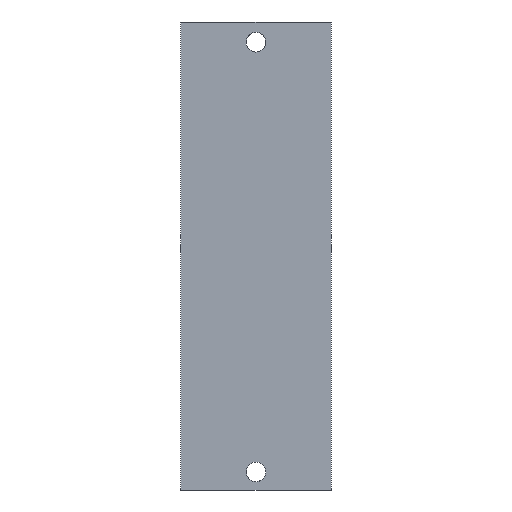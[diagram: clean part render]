
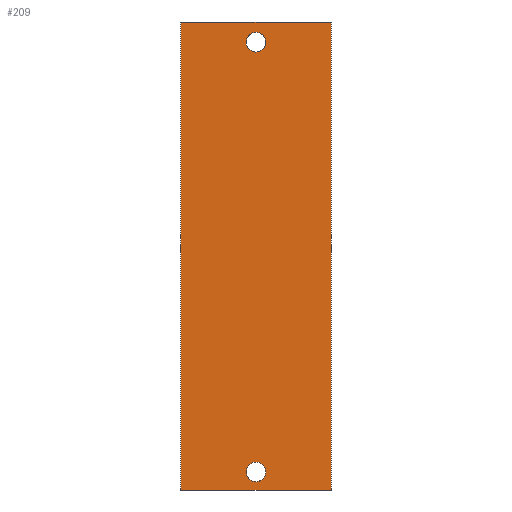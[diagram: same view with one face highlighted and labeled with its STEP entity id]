
A CAD part, left-side view. The second image highlights one B-rep face of the part: STEP entity #209.
In plain terms, the highlighted planar face has unit normal (-1, 0, 0).
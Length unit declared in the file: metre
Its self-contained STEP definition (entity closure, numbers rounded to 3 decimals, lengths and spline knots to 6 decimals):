
#26=CIRCLE('',#237,0.001632);
#27=CIRCLE('',#238,0.001632);
#52=ORIENTED_EDGE('',*,*,#104,.F.);
#53=ORIENTED_EDGE('',*,*,#105,.F.);
#54=ORIENTED_EDGE('',*,*,#87,.F.);
#55=ORIENTED_EDGE('',*,*,#95,.T.);
#56=ORIENTED_EDGE('',*,*,#93,.T.);
#57=ORIENTED_EDGE('',*,*,#90,.F.);
#87=EDGE_CURVE('',#115,#113,#133,.T.);
#90=EDGE_CURVE('',#113,#117,#136,.T.);
#93=EDGE_CURVE('',#119,#117,#139,.T.);
#95=EDGE_CURVE('',#115,#119,#141,.T.);
#104=EDGE_CURVE('',#128,#128,#26,.F.);
#105=EDGE_CURVE('',#129,#129,#27,.F.);
#113=VERTEX_POINT('',#313);
#115=VERTEX_POINT('',#317);
#117=VERTEX_POINT('',#322);
#119=VERTEX_POINT('',#328);
#128=VERTEX_POINT('',#353);
#129=VERTEX_POINT('',#355);
#133=LINE('',#318,#151);
#136=LINE('',#324,#154);
#139=LINE('',#330,#157);
#141=LINE('',#333,#159);
#151=VECTOR('',#256,1.);
#154=VECTOR('',#261,1.);
#157=VECTOR('',#266,1.);
#159=VECTOR('',#270,1.);
#171=EDGE_LOOP('',(#52));
#172=EDGE_LOOP('',(#53));
#173=EDGE_LOOP('',(#54,#55,#56,#57));
#187=FACE_BOUND('',#171,.T.);
#188=FACE_BOUND('',#172,.T.);
#189=FACE_BOUND('',#173,.T.);
#203=PLANE('',#236);
#209=ADVANCED_FACE('',(#187,#188,#189),#203,.F.);
#236=AXIS2_PLACEMENT_3D('',#351,#283,#284);
#237=AXIS2_PLACEMENT_3D('',#352,#285,#286);
#238=AXIS2_PLACEMENT_3D('',#354,#287,#288);
#256=DIRECTION('',(0.,0.,-1.));
#261=DIRECTION('',(0.,1.,0.));
#266=DIRECTION('',(0.,0.,-1.));
#270=DIRECTION('',(0.,1.,0.));
#283=DIRECTION('',(1.,0.,0.));
#284=DIRECTION('',(0.,1.,0.));
#285=DIRECTION('',(1.,0.,0.));
#286=DIRECTION('',(0.,1.,0.));
#287=DIRECTION('',(1.,0.,0.));
#288=DIRECTION('',(0.,1.,0.));
#313=CARTESIAN_POINT('',(0.026448,-0.0125,-0.082657));
#317=CARTESIAN_POINT('',(0.026448,-0.0125,-0.00494));
#318=CARTESIAN_POINT('',(0.026448,-0.0125,-0.076657));
#322=CARTESIAN_POINT('',(0.026448,0.0125,-0.082657));
#324=CARTESIAN_POINT('',(0.026448,0.,-0.082657));
#328=CARTESIAN_POINT('',(0.026448,0.0125,-0.00494));
#330=CARTESIAN_POINT('',(0.026448,0.0125,-0.076657));
#333=CARTESIAN_POINT('',(0.026448,0.,-0.00494));
#351=CARTESIAN_POINT('',(0.026448,0.,-0.043798));
#352=CARTESIAN_POINT('',(0.026448,0.,-0.008298));
#353=CARTESIAN_POINT('',(0.026448,0.001632,-0.008298));
#354=CARTESIAN_POINT('',(0.026448,0.,-0.079657));
#355=CARTESIAN_POINT('',(0.026448,0.001632,-0.079657));
